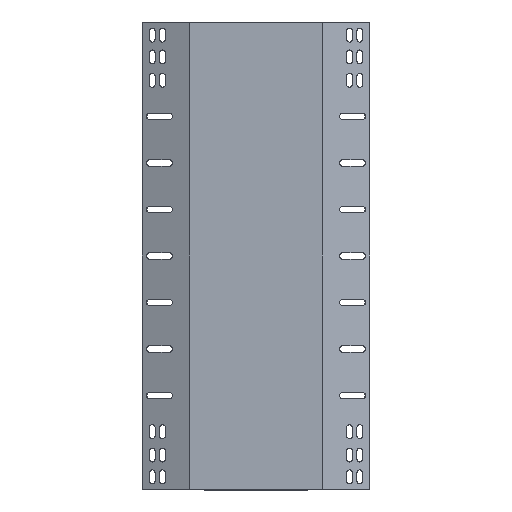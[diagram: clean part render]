
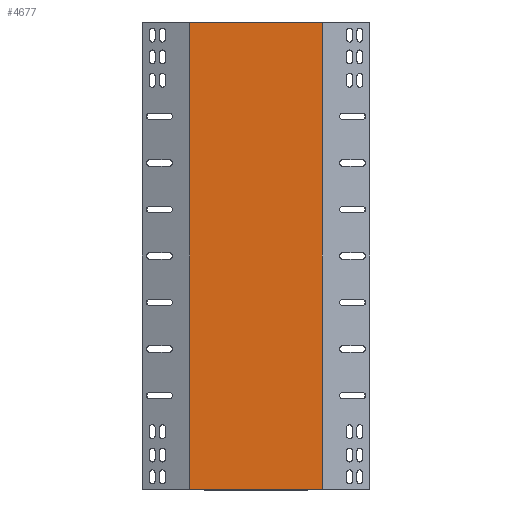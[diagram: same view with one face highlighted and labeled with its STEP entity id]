
A CAD part, front view. The second image highlights one B-rep face of the part: STEP entity #4677.
In plain terms, the highlighted planar face has unit normal (0, -1, 0).
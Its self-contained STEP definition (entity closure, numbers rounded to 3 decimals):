
#123 = VECTOR ( 'NONE', #1207, 1000. ) ;
#148 = LINE ( 'NONE', #901, #123 ) ;
#250 = EDGE_CURVE ( 'NONE', #7573, #5979, #2510, .T. ) ;
#901 = CARTESIAN_POINT ( 'NONE',  ( -94.349, -23.927, -275.8 ) ) ;
#987 = EDGE_CURVE ( 'NONE', #8331, #7573, #148, .T. ) ;
#1207 = DIRECTION ( 'NONE',  ( 1., 0., 0. ) ) ;
#2491 = VECTOR ( 'NONE', #6799, 1000. ) ;
#2510 = LINE ( 'NONE', #6784, #2491 ) ;
#2764 = CARTESIAN_POINT ( 'NONE',  ( 49.141, -23.927, 225.8 ) ) ;
#2977 = ORIENTED_EDGE ( 'NONE', *, *, #250, .T. ) ;
#2988 = ORIENTED_EDGE ( 'NONE', *, *, #4240, .F. ) ;
#3027 = FACE_OUTER_BOUND ( 'NONE', #10038, .T. ) ;
#3092 = ORIENTED_EDGE ( 'NONE', *, *, #8156, .F. ) ;
#3204 = ORIENTED_EDGE ( 'NONE', *, *, #987, .T. ) ;
#3718 = AXIS2_PLACEMENT_3D ( 'NONE', #10090, #10165, #10056 ) ;
#4240 = EDGE_CURVE ( 'NONE', #4697, #5979, #4857, .T. ) ;
#4503 = VECTOR ( 'NONE', #6690, 1000. ) ;
#4607 = LINE ( 'NONE', #6762, #4503 ) ;
#4677 = ADVANCED_FACE ( 'NONE', ( #3027 ), #10081, .F. ) ;
#4697 = VERTEX_POINT ( 'NONE', #10002 ) ;
#4713 = VECTOR ( 'NONE', #6003, 1000. ) ;
#4857 = LINE ( 'NONE', #5865, #4713 ) ;
#5865 = CARTESIAN_POINT ( 'NONE',  ( -94.349, -23.927, 225.8 ) ) ;
#5979 = VERTEX_POINT ( 'NONE', #2764 ) ;
#5988 = CARTESIAN_POINT ( 'NONE',  ( -93.377, -23.927, -275.8 ) ) ;
#6003 = DIRECTION ( 'NONE',  ( 1., 0., 0. ) ) ;
#6690 = DIRECTION ( 'NONE',  ( 0., 0., 1. ) ) ;
#6762 = CARTESIAN_POINT ( 'NONE',  ( -93.377, -23.927, -276.657 ) ) ;
#6784 = CARTESIAN_POINT ( 'NONE',  ( 49.141, -23.927, -276.657 ) ) ;
#6799 = DIRECTION ( 'NONE',  ( 0., 0., 1. ) ) ;
#7573 = VERTEX_POINT ( 'NONE', #9514 ) ;
#8156 = EDGE_CURVE ( 'NONE', #8331, #4697, #4607, .T. ) ;
#8331 = VERTEX_POINT ( 'NONE', #5988 ) ;
#9514 = CARTESIAN_POINT ( 'NONE',  ( 49.141, -23.927, -275.8 ) ) ;
#10002 = CARTESIAN_POINT ( 'NONE',  ( -93.377, -23.927, 225.8 ) ) ;
#10038 = EDGE_LOOP ( 'NONE', ( #2977, #2988, #3092, #3204 ) ) ;
#10056 = DIRECTION ( 'NONE',  ( 0., 0., 1. ) ) ;
#10081 = PLANE ( 'NONE',  #3718 ) ;
#10090 = CARTESIAN_POINT ( 'NONE',  ( -93.218, -23.927, 225. ) ) ;
#10165 = DIRECTION ( 'NONE',  ( 0., 1., 0. ) ) ;
